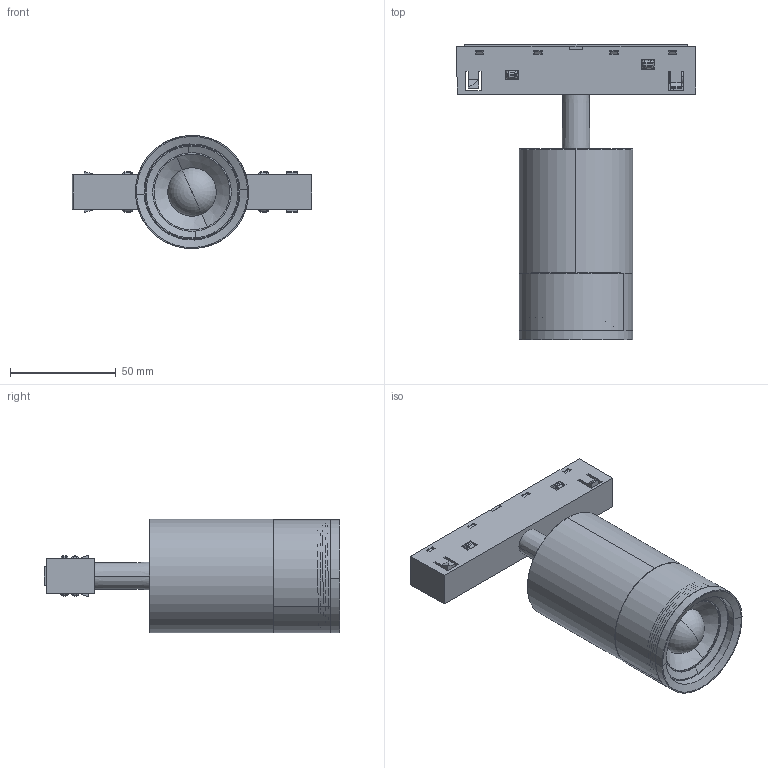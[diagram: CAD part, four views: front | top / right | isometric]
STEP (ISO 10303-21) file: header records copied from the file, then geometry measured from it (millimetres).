
FILE_DESCRIPTION (( 'STEP AP203' ), '1' );
FILE_NAME ('S-201-K1.STEP', '2023-03-15T00:41:12', ( 'ylmfeng' ), ( 'ylmfeng.com' ), 'SwSTEP 2.0', 'SolidWorks 2018', '' );
FILE_SCHEMA (( 'CONFIG_CONTROL_DESIGN' ));
Length unit declared in the file: millimetre
Products named in the file (35): 7.5X3.2X1菜え; 萇埭碟偌瑩; M4滅侂蹟譫; cross recessed countersunk head screws gb2_GB_CROSS_SCREWS_TYPE10 M2.5X5-3.5-H1-N; 40陃桉覃蝴芵噩; 棠沺遺; 科锐3535; 棠沺郪璃; 磁吸驱动-普通款; 腑极; 短款电源盒上盖组件; 20傻遴萇埭碟; 201-B1牷啊盓殤; 蛌极; 傻遴萇埭碟奻裔; 棠柲唅蛌結遠; ｳﾁﾍｷﾊｮﾗﾖﾗﾔｹ･ﾂﾝﾋｿ M2.5X5; 絳萇肣え-A; 201-B1綴裔(1); 偌瑩苤粟銅; 傻遴萇埭碟狟裔; 25X5X2棠沺; 絳萇肣え-B; S-201-K1; 棠柲唅蛌裔; 圆柱头内六角螺丝-M4X25; O型圈51; 錨璃70; cross recessed countersunk head screws gb2_GB_CROSS_SCREWS_TYPE10 M3X25-23.35-H1-N; 腑极-42; M3X5埴芛囀鞠褒蹟佪; 棠柲蛌唅挴誹; 粟銅3; ヶ遠; 錨璃6
Assembly tree (47 placements, depth 5):
  S-201-K1
    蛌极
    腑极-42
    腑极
    錨璃6  x2
    7.5X3.2X1菜え  x3
    M3X5埴芛囀鞠褒蹟佪  x3
    ヶ遠
    O型圈51
    錨璃70
    201-B1綴裔(1)
    201-B1牷啊盓殤
    圆柱头内六角螺丝-M4X25
    M4滅侂蹟譫
    40陃桉覃蝴芵噩
    20傻遴萇埭碟
      傻遴萇埭碟狟裔
      絳萇肣え-A  x2
      絳萇肣え-B  x2
      棠柲唅蛌裔
      棠柲蛌唅挴誹
      棠柲唅蛌結遠
      短款电源盒上盖组件
        傻遴萇埭碟奻裔
        棠沺郪璃  x2
          棠沺遺
          25X5X2棠沺
      磁吸驱动-普通款
      萇埭碟偌瑩
      偌瑩苤粟銅
      粟銅3  x4
      ｳﾁﾍｷﾊｮﾗﾖﾗﾔｹ･ﾂﾝﾋｿ M2.5X5  x2
    cross recessed countersunk head screws gb2_GB_CROSS_SCREWS_TYPE10 M3X25-23.35-H1-N
    科锐3535
    cross recessed countersunk head screws gb2_GB_CROSS_SCREWS_TYPE10 M2.5X5-3.5-H1-N  x2
Bounding box: 113 x 139.6 x 53.5 mm (x, y, z)
Volume: 115266.1 mm3; surface area: 108791.7 mm2
Topology: 46 solids, 54 shells, 2161 faces, 5706 edges, 3634 vertices
Faces by surface type: plane 1276, cylinder 392, bspline 265, cone 139, sphere 54, torus 35
Entity records: 73996 total; most frequent: CARTESIAN_POINT 23676, ORIENTED_EDGE 10008, DIRECTION 9015, EDGE_CURVE 5004, VECTOR 3417, LINE 3417, VERTEX_POINT 3237, AXIS2_PLACEMENT_3D 2799
